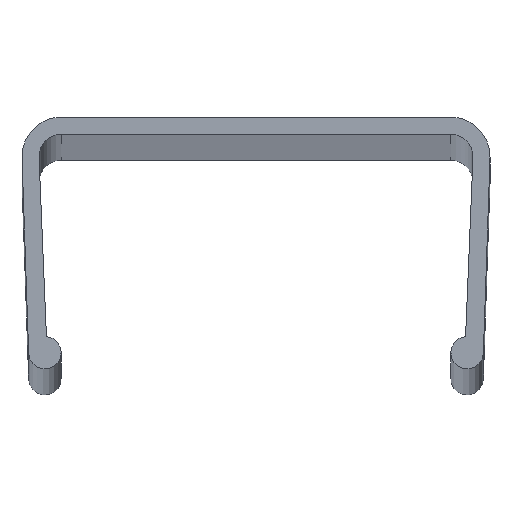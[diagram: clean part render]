
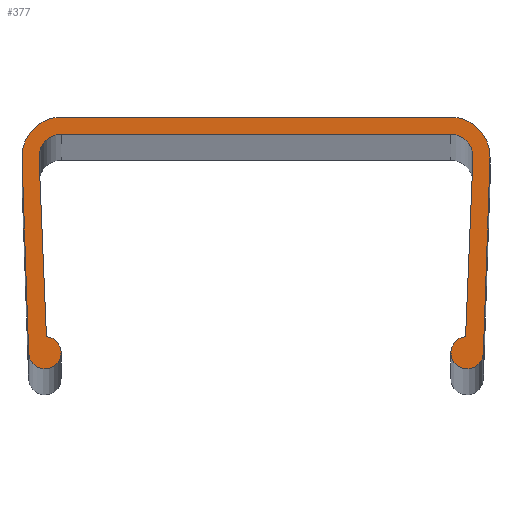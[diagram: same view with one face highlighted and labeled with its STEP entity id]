
A CAD part, top view. The second image highlights one B-rep face of the part: STEP entity #377.
In plain terms, the highlighted planar face has unit normal (0, 0, 1).
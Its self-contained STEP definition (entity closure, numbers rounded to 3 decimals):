
#33=DIRECTION('',(0.041,0.999,0.));
#34=VECTOR('',#33,24.206);
#35=CARTESIAN_POINT('',(28.3,4.391,0.));
#36=LINE('',#35,#34);
#41=DIRECTION('',(0.041,-0.999,0.));
#42=VECTOR('',#41,24.206);
#43=CARTESIAN_POINT('',(-29.297,28.576,0.));
#44=LINE('',#43,#42);
#48=DIRECTION('',(-0.034,0.999,0.));
#49=VECTOR('',#48,26.41);
#50=CARTESIAN_POINT('',(-30.699,2.125,0.));
#51=LINE('',#50,#49);
#55=DIRECTION('',(1.,0.,0.));
#56=VECTOR('',#55,52.6);
#57=CARTESIAN_POINT('',(-26.3,34.,0.));
#58=LINE('',#57,#56);
#62=DIRECTION('',(-0.034,-0.999,0.));
#63=VECTOR('',#62,26.41);
#64=CARTESIAN_POINT('',(31.597,28.52,0.));
#65=LINE('',#64,#63);
#69=CARTESIAN_POINT('',(28.5,2.2,0.));
#70=DIRECTION('',(0.,0.,1.));
#71=DIRECTION('',(-0.091,0.996,0.));
#72=AXIS2_PLACEMENT_3D('',#69,#70,#71);
#98=CARTESIAN_POINT('',(26.3,28.7,0.));
#99=DIRECTION('',(0.,0.,1.));
#100=DIRECTION('',(0.999,-0.034,0.));
#101=AXIS2_PLACEMENT_3D('',#98,#99,#100);
#120=CARTESIAN_POINT('',(-26.3,28.7,0.));
#121=DIRECTION('',(0.,0.,1.));
#122=DIRECTION('',(0.,1.,0.));
#123=AXIS2_PLACEMENT_3D('',#120,#121,#122);
#135=CARTESIAN_POINT('',(-28.5,2.2,0.));
#136=DIRECTION('',(0.,0.,1.));
#137=DIRECTION('',(-0.999,-0.034,0.));
#138=AXIS2_PLACEMENT_3D('',#135,#136,#137);
#164=CARTESIAN_POINT('',(-26.3,28.7,0.));
#165=DIRECTION('',(0.,0.,-1.));
#166=DIRECTION('',(-0.999,-0.041,0.));
#167=AXIS2_PLACEMENT_3D('',#164,#165,#166);
#179=DIRECTION('',(1.,0.,0.));
#180=VECTOR('',#179,52.6);
#181=CARTESIAN_POINT('',(-26.3,31.7,0.));
#182=LINE('',#181,#180);
#193=CARTESIAN_POINT('',(26.3,28.7,0.));
#194=DIRECTION('',(0.,0.,-1.));
#195=DIRECTION('',(0.,1.,0.));
#196=AXIS2_PLACEMENT_3D('',#193,#194,#195);
#298=CARTESIAN_POINT('',(28.3,4.391,0.));
#299=CARTESIAN_POINT('',(29.297,28.576,0.));
#300=VERTEX_POINT('',#298);
#301=VERTEX_POINT('',#299);
#302=CARTESIAN_POINT('',(-26.3,31.7,0.));
#303=CARTESIAN_POINT('',(26.3,31.7,0.));
#304=VERTEX_POINT('',#302);
#305=VERTEX_POINT('',#303);
#306=CARTESIAN_POINT('',(-29.297,28.576,0.));
#307=CARTESIAN_POINT('',(-28.3,4.391,0.));
#308=VERTEX_POINT('',#306);
#309=VERTEX_POINT('',#307);
#310=CARTESIAN_POINT('',(-30.699,2.125,0.));
#311=CARTESIAN_POINT('',(-31.597,28.52,0.));
#312=VERTEX_POINT('',#310);
#313=VERTEX_POINT('',#311);
#314=CARTESIAN_POINT('',(-26.3,34.,0.));
#315=CARTESIAN_POINT('',(26.3,34.,0.));
#316=VERTEX_POINT('',#314);
#317=VERTEX_POINT('',#315);
#318=CARTESIAN_POINT('',(31.597,28.52,0.));
#319=CARTESIAN_POINT('',(30.699,2.125,0.));
#320=VERTEX_POINT('',#318);
#321=VERTEX_POINT('',#319);
#346=CARTESIAN_POINT('',(0.,0.,0.));
#347=DIRECTION('',(0.,0.,1.));
#348=DIRECTION('',(1.,0.,0.));
#349=AXIS2_PLACEMENT_3D('',#346,#347,#348);
#350=PLANE('',#349);
#352=ORIENTED_EDGE('',*,*,#351,.F.);
#354=ORIENTED_EDGE('',*,*,#353,.T.);
#356=ORIENTED_EDGE('',*,*,#355,.F.);
#358=ORIENTED_EDGE('',*,*,#357,.F.);
#360=ORIENTED_EDGE('',*,*,#359,.F.);
#362=ORIENTED_EDGE('',*,*,#361,.T.);
#364=ORIENTED_EDGE('',*,*,#363,.F.);
#366=ORIENTED_EDGE('',*,*,#365,.T.);
#368=ORIENTED_EDGE('',*,*,#367,.F.);
#370=ORIENTED_EDGE('',*,*,#369,.T.);
#372=ORIENTED_EDGE('',*,*,#371,.F.);
#374=ORIENTED_EDGE('',*,*,#373,.T.);
#375=EDGE_LOOP('',(#352,#354,#356,#358,#360,#362,#364,#366,#368,#370,#372,
#374));
#376=FACE_OUTER_BOUND('',#375,.F.);
#73=CIRCLE('',#72,2.2);
#102=CIRCLE('',#101,5.3);
#124=CIRCLE('',#123,5.3);
#139=CIRCLE('',#138,2.2);
#168=CIRCLE('',#167,3.);
#197=CIRCLE('',#196,3.);
#351=EDGE_CURVE('',#300,#321,#73,.T.);
#353=EDGE_CURVE('',#300,#301,#36,.T.);
#355=EDGE_CURVE('',#305,#301,#197,.T.);
#357=EDGE_CURVE('',#304,#305,#182,.T.);
#359=EDGE_CURVE('',#308,#304,#168,.T.);
#361=EDGE_CURVE('',#308,#309,#44,.T.);
#363=EDGE_CURVE('',#312,#309,#139,.T.);
#365=EDGE_CURVE('',#312,#313,#51,.T.);
#367=EDGE_CURVE('',#316,#313,#124,.T.);
#369=EDGE_CURVE('',#316,#317,#58,.T.);
#371=EDGE_CURVE('',#320,#317,#102,.T.);
#373=EDGE_CURVE('',#320,#321,#65,.T.);
#377=ADVANCED_FACE('',(#376),#350,.T.);
